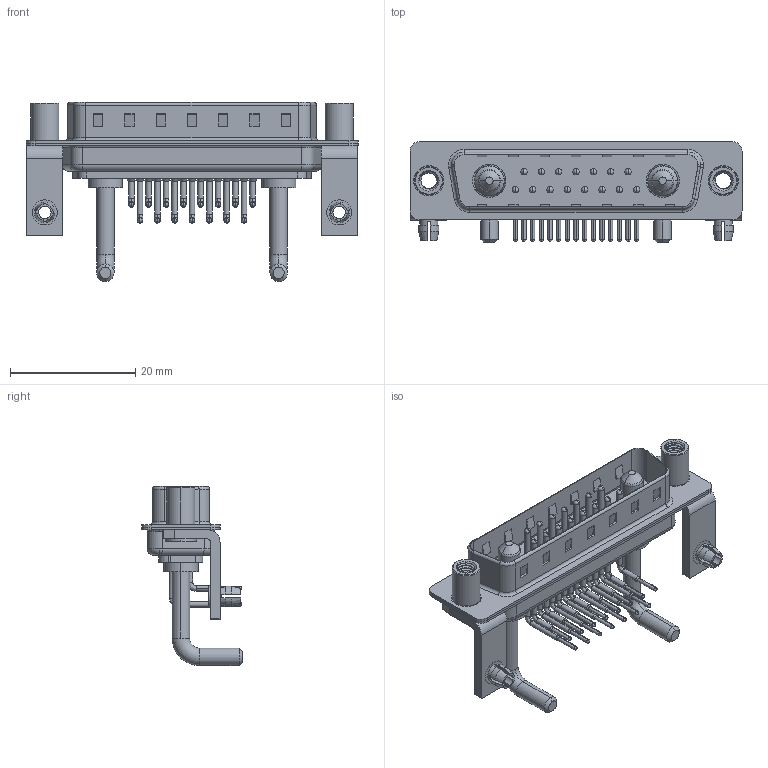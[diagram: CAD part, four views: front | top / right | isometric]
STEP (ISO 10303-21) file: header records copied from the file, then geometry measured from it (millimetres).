
FILE_DESCRIPTION (( 'STEP AP203' ), '1' );
FILE_NAME ('629-17W2250-2TD.STEP', '2022-05-10T13:13:08', ( '' ), ( '' ), 'SwSTEP 2.0', 'SolidWorks 2020', '' );
FILE_SCHEMA (( 'CONFIG_CONTROL_DESIGN' ));
Length unit declared in the file: millimetre
Products named in the file (10): 629Combo Board Lock; 629Combo Shell Front_25 Contacts; 629Combo Shell Rear_25 Contacts; 629Combo Stabilizer Bracket; 629Combo Housing_17W2; 629Combo Contact Row 1; Power Pin_Ext 20A RA; 629Combo Contact Row 2; 629-17W2250-2TD; 629Combo Threaded Standoff_D
Assembly tree (26 placements, depth 2):
  629-17W2250-2TD
    629Combo Housing_17W2
    629Combo Shell Rear_25 Contacts
    629Combo Shell Front_25 Contacts
    629Combo Stabilizer Bracket  x2
    629Combo Board Lock  x2
    629Combo Threaded Standoff_D  x2
    Power Pin_Ext 20A RA  x2
    629Combo Contact Row 1  x7
    629Combo Contact Row 2  x8
Bounding box: 53.05 x 16.05 x 28.63 mm (x, y, z)
Volume: 3619.7 mm3; surface area: 8735.8 mm2
Topology: 28 solids, 28 shells, 2302 faces, 6319 edges, 4096 vertices
Faces by surface type: plane 1221, cylinder 823, cone 102, bspline 98, torus 58
Entity records: 28766 total; most frequent: CARTESIAN_POINT 6930, DIRECTION 4391, ORIENTED_EDGE 4166, EDGE_CURVE 2083, AXIS2_PLACEMENT_3D 1587, VERTEX_POINT 1345, LINE 1217, VECTOR 1217
